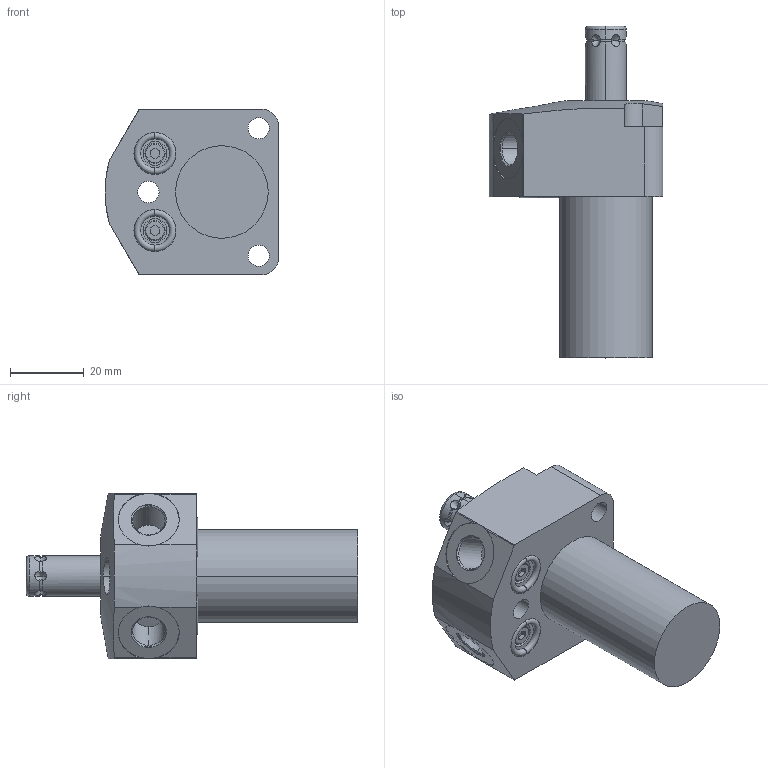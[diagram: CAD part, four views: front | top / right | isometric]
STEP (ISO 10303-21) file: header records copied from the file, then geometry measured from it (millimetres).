
FILE_DESCRIPTION((''),'2;1');
FILE_NAME('ILCM41460221','2013-04-01T',('jdw'),(''),'PRO/ENGINEER BY PARAMETRIC TECHNOLOGY CORPORATION, 2007460','PRO/ENGINEER BY PARAMETRIC TECHNOLOGY CORPORATION, 2007460','');
FILE_SCHEMA(('AUTOMOTIVE_DESIGN_CC2 { 1 2 10303 214 -1 1 5 2 }'));
Length unit declared in the file: millimetre
Products named in the file (1): ILCM41460221
Bounding box: 47.24 x 90.18 x 45.01 mm (x, y, z)
Volume: 67421.5 mm3; surface area: 14752.1 mm2
Topology: 1 solids, 2 shells, 150 faces, 399 edges, 253 vertices
Faces by surface type: plane 61, cylinder 55, cone 28, torus 6
Entity records: 6346 total; most frequent: CARTESIAN_POINT 1273, ORIENTED_EDGE 766, DIRECTION 752, PRESENTATION_STYLE_ASSIGNMENT 398, STYLED_ITEM 387, CURVE_STYLE 385, EDGE_CURVE 385, AXIS2_PLACEMENT_3D 302
